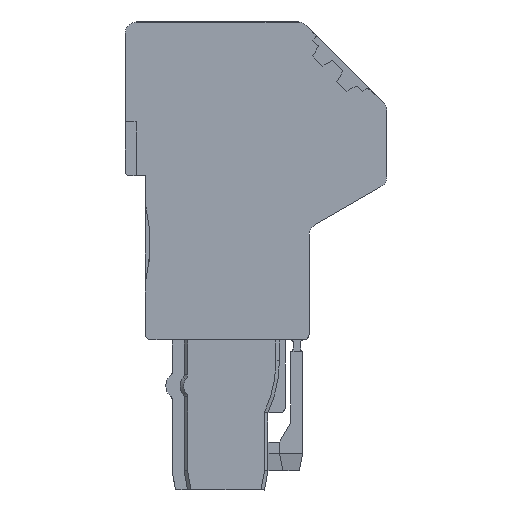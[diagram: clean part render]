
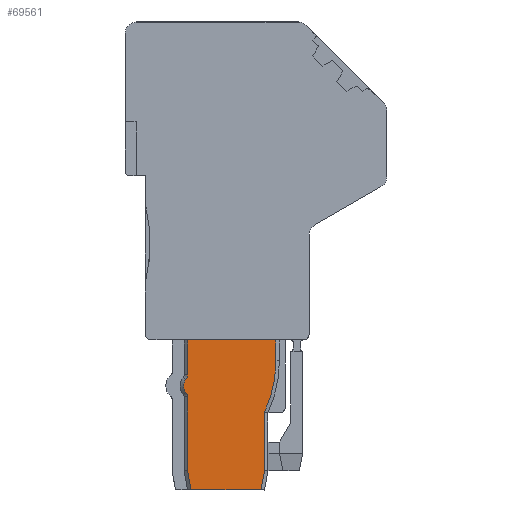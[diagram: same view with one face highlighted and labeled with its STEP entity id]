
A CAD part, left-side view. The second image highlights one B-rep face of the part: STEP entity #69561.
In plain terms, the highlighted planar face has unit normal (-1, 0, 0).
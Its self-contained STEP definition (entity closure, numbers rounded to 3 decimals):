
#68566=AXIS2_PLACEMENT_3D('Circle Axis2P3D',#68564,#68565,$) ;
#68597=AXIS2_PLACEMENT_3D('Circle Axis2P3D',#68595,#68596,$) ;
#68622=AXIS2_PLACEMENT_3D('Circle Axis2P3D',#68620,#68621,$) ;
#68729=AXIS2_PLACEMENT_3D('Circle Axis2P3D',#68727,#68728,$) ;
#69540=AXIS2_PLACEMENT_3D('Plane Axis2P3D',#69537,#69538,#69539) ;
#64194=CARTESIAN_POINT('Vertex',(0.7,17.45,13.15)) ;
#64197=CARTESIAN_POINT('Line Origine',(0.7,13.575,13.15)) ;
#64201=CARTESIAN_POINT('Vertex',(0.7,9.7,13.15)) ;
#64588=CARTESIAN_POINT('Vertex',(0.7,11.005,0.)) ;
#64591=CARTESIAN_POINT('Line Origine',(0.7,14.078,0.)) ;
#64595=CARTESIAN_POINT('Vertex',(0.7,17.152,0.)) ;
#65351=CARTESIAN_POINT('Vertex',(0.7,10.7,1.728)) ;
#65359=CARTESIAN_POINT('Vertex',(0.7,10.7,6.821)) ;
#65362=CARTESIAN_POINT('Line Origine',(0.7,10.7,6.575)) ;
#65443=CARTESIAN_POINT('Line Origine',(0.7,9.845,6.575)) ;
#67939=CARTESIAN_POINT('Vertex',(0.7,17.45,8.162)) ;
#67950=CARTESIAN_POINT('Vertex',(0.7,17.45,1.693)) ;
#67953=CARTESIAN_POINT('Line Origine',(0.7,17.45,6.575)) ;
#68564=CARTESIAN_POINT('Axis2P3D Location',(0.7,18.05,8.162)) ;
#68568=CARTESIAN_POINT('Vertex',(0.7,17.59,8.547)) ;
#68592=CARTESIAN_POINT('Vertex',(0.7,17.59,9.703)) ;
#68595=CARTESIAN_POINT('Axis2P3D Location',(0.7,16.9,9.125)) ;
#68617=CARTESIAN_POINT('Vertex',(0.7,17.45,10.088)) ;
#68620=CARTESIAN_POINT('Axis2P3D Location',(0.7,18.05,10.088)) ;
#68724=CARTESIAN_POINT('Vertex',(0.7,9.7,11.337)) ;
#68727=CARTESIAN_POINT('Axis2P3D Location',(0.7,20.4,11.337)) ;
#69369=CARTESIAN_POINT('Line Origine',(0.7,18.024,4.947)) ;
#69525=CARTESIAN_POINT('Line Origine',(0.7,9.7,6.575)) ;
#69537=CARTESIAN_POINT('Axis2P3D Location',(0.7,14.45,-0.25)) ;
#69542=CARTESIAN_POINT('Line Origine',(0.7,17.45,11.619)) ;
#64198=DIRECTION('Vector Direction',(0.,1.,0.)) ;
#64592=DIRECTION('Vector Direction',(0.,-1.,0.)) ;
#65363=DIRECTION('Vector Direction',(0.,0.,-1.)) ;
#65444=DIRECTION('Vector Direction',(0.,0.174,-0.985)) ;
#67954=DIRECTION('Vector Direction',(0.,0.,-1.)) ;
#68565=DIRECTION('Axis2P3D Direction',(-1.,0.,0.)) ;
#68596=DIRECTION('Axis2P3D Direction',(-1.,0.,0.)) ;
#68621=DIRECTION('Axis2P3D Direction',(-1.,0.,0.)) ;
#68728=DIRECTION('Axis2P3D Direction',(-1.,0.,0.)) ;
#69370=DIRECTION('Vector Direction',(0.,-0.174,-0.985)) ;
#69526=DIRECTION('Vector Direction',(0.,0.,1.)) ;
#69538=DIRECTION('Axis2P3D Direction',(-1.,0.,0.)) ;
#69539=DIRECTION('Axis2P3D XDirection',(0.,1.,0.)) ;
#69543=DIRECTION('Vector Direction',(0.,0.,-1.)) ;
#64199=VECTOR('Line Direction',#64198,1.) ;
#64593=VECTOR('Line Direction',#64592,1.) ;
#65364=VECTOR('Line Direction',#65363,1.) ;
#65445=VECTOR('Line Direction',#65444,1.) ;
#67955=VECTOR('Line Direction',#67954,1.) ;
#69371=VECTOR('Line Direction',#69370,1.) ;
#69527=VECTOR('Line Direction',#69526,1.) ;
#69544=VECTOR('Line Direction',#69543,1.) ;
#69548=ORIENTED_EDGE('',*,*,#64597,.T.) ;
#69549=ORIENTED_EDGE('',*,*,#65447,.F.) ;
#69550=ORIENTED_EDGE('',*,*,#65366,.F.) ;
#69551=ORIENTED_EDGE('',*,*,#68731,.F.) ;
#69552=ORIENTED_EDGE('',*,*,#69529,.F.) ;
#69553=ORIENTED_EDGE('',*,*,#64203,.T.) ;
#69554=ORIENTED_EDGE('',*,*,#69546,.F.) ;
#69555=ORIENTED_EDGE('',*,*,#68624,.T.) ;
#69556=ORIENTED_EDGE('',*,*,#68599,.T.) ;
#69557=ORIENTED_EDGE('',*,*,#68570,.T.) ;
#69558=ORIENTED_EDGE('',*,*,#67957,.F.) ;
#69559=ORIENTED_EDGE('',*,*,#69373,.F.) ;
#69561=ADVANCED_FACE('WP2.5/1AN_AllCATPart.1\\GH WP2.5/1AN.1\\Koerper.2',(#69560),#69541,.T.) ;
#68567=CIRCLE('generated circle',#68566,0.6) ;
#68598=CIRCLE('generated circle',#68597,0.9) ;
#68623=CIRCLE('generated circle',#68622,0.6) ;
#68730=CIRCLE('generated circle',#68729,10.7) ;
#64203=EDGE_CURVE('',#64202,#64195,#64200,.T.) ;
#64597=EDGE_CURVE('',#64596,#64589,#64594,.T.) ;
#65366=EDGE_CURVE('',#65360,#65352,#65365,.T.) ;
#65447=EDGE_CURVE('',#65352,#64589,#65446,.T.) ;
#67957=EDGE_CURVE('',#67951,#67940,#67956,.F.) ;
#68570=EDGE_CURVE('',#68569,#67940,#68567,.F.) ;
#68599=EDGE_CURVE('',#68593,#68569,#68598,.T.) ;
#68624=EDGE_CURVE('',#68618,#68593,#68623,.F.) ;
#68731=EDGE_CURVE('',#68725,#65360,#68730,.F.) ;
#69373=EDGE_CURVE('',#64596,#67951,#69372,.F.) ;
#69529=EDGE_CURVE('',#64202,#68725,#69528,.F.) ;
#69546=EDGE_CURVE('',#68618,#64195,#69545,.F.) ;
#69547=EDGE_LOOP('',(#69548,#69549,#69550,#69551,#69552,#69553,#69554,#69555,#69556,#69557,#69558,#69559)) ;
#69560=FACE_OUTER_BOUND('',#69547,.T.) ;
#64200=LINE('Line',#64197,#64199) ;
#64594=LINE('Line',#64591,#64593) ;
#65365=LINE('Line',#65362,#65364) ;
#65446=LINE('Line',#65443,#65445) ;
#67956=LINE('Line',#67953,#67955) ;
#69372=LINE('Line',#69369,#69371) ;
#69528=LINE('Line',#69525,#69527) ;
#69545=LINE('Line',#69542,#69544) ;
#69541=PLANE('',#69540) ;
#64195=VERTEX_POINT('',#64194) ;
#64202=VERTEX_POINT('',#64201) ;
#64589=VERTEX_POINT('',#64588) ;
#64596=VERTEX_POINT('',#64595) ;
#65352=VERTEX_POINT('',#65351) ;
#65360=VERTEX_POINT('',#65359) ;
#67940=VERTEX_POINT('',#67939) ;
#67951=VERTEX_POINT('',#67950) ;
#68569=VERTEX_POINT('',#68568) ;
#68593=VERTEX_POINT('',#68592) ;
#68618=VERTEX_POINT('',#68617) ;
#68725=VERTEX_POINT('',#68724) ;
